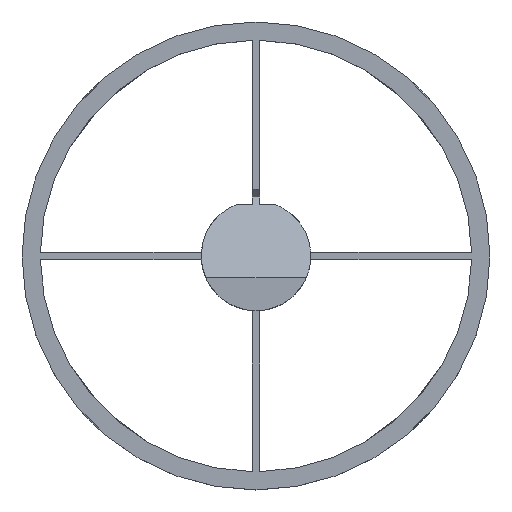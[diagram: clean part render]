
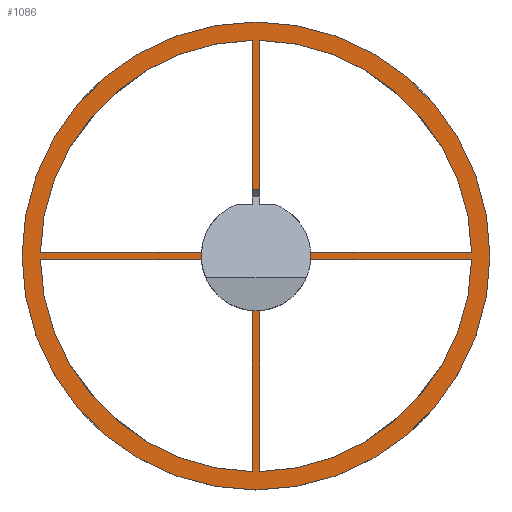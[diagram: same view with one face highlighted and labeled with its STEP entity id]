
A CAD part, top view. The second image highlights one B-rep face of the part: STEP entity #1086.
In plain terms, the highlighted planar face has unit normal (0, 0, 1).
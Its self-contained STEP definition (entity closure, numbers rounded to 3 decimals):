
#15=FACE_BOUND('',#167,.T.);
#32=PLANE('',#1176);
#78=ELLIPSE('',#1161,28.284,20.);
#106=FACE_OUTER_BOUND('',#166,.T.);
#166=EDGE_LOOP('',(#791));
#167=EDGE_LOOP('',(#792,#793,#794,#795,#796,#797,#798,#799,#800,#801,#802,
#803,#804,#805,#806,#807));
#248=LINE('',#1792,#356);
#252=LINE('',#1802,#360);
#253=LINE('',#1805,#361);
#254=LINE('',#1807,#362);
#255=LINE('',#1810,#363);
#256=LINE('',#1812,#364);
#257=LINE('',#1815,#365);
#258=LINE('',#1817,#366);
#356=VECTOR('',#1326,10.);
#360=VECTOR('',#1334,10.);
#361=VECTOR('',#1337,10.);
#362=VECTOR('',#1338,10.);
#363=VECTOR('',#1341,10.);
#364=VECTOR('',#1342,10.);
#365=VECTOR('',#1345,10.);
#366=VECTOR('',#1346,10.);
#457=CIRCLE('',#1168,15.);
#459=CIRCLE('',#1170,15.);
#461=CIRCLE('',#1172,15.);
#464=CIRCLE('',#1177,64.);
#465=CIRCLE('',#1178,59.);
#466=CIRCLE('',#1179,59.);
#467=CIRCLE('',#1180,59.);
#468=CIRCLE('',#1181,59.);
#491=VERTEX_POINT('',#1750);
#493=VERTEX_POINT('',#1754);
#501=VERTEX_POINT('',#1774);
#502=VERTEX_POINT('',#1778);
#503=VERTEX_POINT('',#1780);
#504=VERTEX_POINT('',#1782);
#505=VERTEX_POINT('',#1784);
#506=VERTEX_POINT('',#1786);
#507=VERTEX_POINT('',#1791);
#510=VERTEX_POINT('',#1799);
#511=VERTEX_POINT('',#1801);
#512=VERTEX_POINT('',#1803);
#513=VERTEX_POINT('',#1806);
#514=VERTEX_POINT('',#1808);
#515=VERTEX_POINT('',#1811);
#516=VERTEX_POINT('',#1813);
#517=VERTEX_POINT('',#1816);
#595=EDGE_CURVE('',#491,#493,#78,.T.);
#606=EDGE_CURVE('',#501,#502,#457,.T.);
#608=EDGE_CURVE('',#503,#504,#459,.T.);
#610=EDGE_CURVE('',#505,#506,#461,.T.);
#613=EDGE_CURVE('',#507,#491,#248,.T.);
#617=EDGE_CURVE('',#510,#510,#464,.T.);
#618=EDGE_CURVE('',#493,#511,#252,.T.);
#619=EDGE_CURVE('',#511,#512,#465,.T.);
#620=EDGE_CURVE('',#512,#506,#253,.T.);
#621=EDGE_CURVE('',#505,#513,#254,.T.);
#622=EDGE_CURVE('',#513,#514,#466,.T.);
#623=EDGE_CURVE('',#514,#504,#255,.T.);
#624=EDGE_CURVE('',#503,#515,#256,.T.);
#625=EDGE_CURVE('',#515,#516,#467,.T.);
#626=EDGE_CURVE('',#516,#502,#257,.T.);
#627=EDGE_CURVE('',#501,#517,#258,.T.);
#628=EDGE_CURVE('',#517,#507,#468,.T.);
#791=ORIENTED_EDGE('',*,*,#617,.T.);
#792=ORIENTED_EDGE('',*,*,#595,.T.);
#793=ORIENTED_EDGE('',*,*,#618,.T.);
#794=ORIENTED_EDGE('',*,*,#619,.T.);
#795=ORIENTED_EDGE('',*,*,#620,.T.);
#796=ORIENTED_EDGE('',*,*,#610,.F.);
#797=ORIENTED_EDGE('',*,*,#621,.T.);
#798=ORIENTED_EDGE('',*,*,#622,.T.);
#799=ORIENTED_EDGE('',*,*,#623,.T.);
#800=ORIENTED_EDGE('',*,*,#608,.F.);
#801=ORIENTED_EDGE('',*,*,#624,.T.);
#802=ORIENTED_EDGE('',*,*,#625,.T.);
#803=ORIENTED_EDGE('',*,*,#626,.T.);
#804=ORIENTED_EDGE('',*,*,#606,.F.);
#805=ORIENTED_EDGE('',*,*,#627,.T.);
#806=ORIENTED_EDGE('',*,*,#628,.T.);
#807=ORIENTED_EDGE('',*,*,#613,.T.);
#1086=ADVANCED_FACE('',(#106,#15),#32,.T.);
#1161=AXIS2_PLACEMENT_3D('',#1756,#1289,#1290);
#1168=AXIS2_PLACEMENT_3D('',#1779,#1310,#1311);
#1170=AXIS2_PLACEMENT_3D('',#1783,#1314,#1315);
#1172=AXIS2_PLACEMENT_3D('',#1787,#1318,#1319);
#1176=AXIS2_PLACEMENT_3D('',#1798,#1330,#1331);
#1177=AXIS2_PLACEMENT_3D('',#1800,#1332,#1333);
#1178=AXIS2_PLACEMENT_3D('',#1804,#1335,#1336);
#1179=AXIS2_PLACEMENT_3D('',#1809,#1339,#1340);
#1180=AXIS2_PLACEMENT_3D('',#1814,#1343,#1344);
#1181=AXIS2_PLACEMENT_3D('',#1818,#1347,#1348);
#1289=DIRECTION('center_axis',(0.,0.,-1.));
#1290=DIRECTION('ref_axis',(0.,-1.,0.));
#1310=DIRECTION('center_axis',(0.,0.,1.));
#1311=DIRECTION('ref_axis',(-1.,0.,0.));
#1314=DIRECTION('center_axis',(0.,0.,1.));
#1315=DIRECTION('ref_axis',(-1.,0.,0.));
#1318=DIRECTION('center_axis',(0.,0.,1.));
#1319=DIRECTION('ref_axis',(-1.,0.,0.));
#1326=DIRECTION('',(0.,-1.,0.));
#1330=DIRECTION('center_axis',(0.,0.,1.));
#1331=DIRECTION('ref_axis',(1.,0.,0.));
#1332=DIRECTION('center_axis',(0.,0.,1.));
#1333=DIRECTION('ref_axis',(1.,0.,0.));
#1334=DIRECTION('',(0.,1.,0.));
#1335=DIRECTION('center_axis',(0.,0.,-1.));
#1336=DIRECTION('ref_axis',(1.,0.,0.));
#1337=DIRECTION('',(-1.,0.,0.));
#1338=DIRECTION('',(1.,0.,0.));
#1339=DIRECTION('center_axis',(0.,0.,-1.));
#1340=DIRECTION('ref_axis',(1.,0.,0.));
#1341=DIRECTION('',(0.,1.,0.));
#1342=DIRECTION('',(0.,-1.,0.));
#1343=DIRECTION('center_axis',(0.,0.,-1.));
#1344=DIRECTION('ref_axis',(1.,0.,0.));
#1345=DIRECTION('',(1.,0.,0.));
#1346=DIRECTION('',(-1.,0.,0.));
#1347=DIRECTION('center_axis',(0.,0.,-1.));
#1348=DIRECTION('ref_axis',(1.,0.,0.));
#1750=CARTESIAN_POINT('',(-1.,18.223,8.));
#1754=CARTESIAN_POINT('',(1.,18.223,8.));
#1756=CARTESIAN_POINT('Origin',(0.,-10.026,8.));
#1774=CARTESIAN_POINT('',(-14.967,1.,8.));
#1778=CARTESIAN_POINT('',(-14.967,-1.,8.));
#1779=CARTESIAN_POINT('Origin',(0.,0.,8.));
#1780=CARTESIAN_POINT('',(-1.,-14.967,8.));
#1782=CARTESIAN_POINT('',(1.,-14.967,8.));
#1783=CARTESIAN_POINT('Origin',(0.,0.,8.));
#1784=CARTESIAN_POINT('',(14.967,-1.,8.));
#1786=CARTESIAN_POINT('',(14.967,1.,8.));
#1787=CARTESIAN_POINT('Origin',(0.,0.,8.));
#1791=CARTESIAN_POINT('',(-1.,58.992,8.));
#1792=CARTESIAN_POINT('',(-1.,63.5,8.));
#1798=CARTESIAN_POINT('Origin',(0.,0.,8.));
#1799=CARTESIAN_POINT('',(-64.,0.,8.));
#1800=CARTESIAN_POINT('Origin',(0.,0.,8.));
#1801=CARTESIAN_POINT('',(1.,58.992,8.));
#1802=CARTESIAN_POINT('',(1.,-63.5,8.));
#1803=CARTESIAN_POINT('',(58.992,1.,8.));
#1804=CARTESIAN_POINT('Origin',(0.,0.,8.));
#1805=CARTESIAN_POINT('',(63.5,1.,8.));
#1806=CARTESIAN_POINT('',(58.992,-1.,8.));
#1807=CARTESIAN_POINT('',(-63.5,-1.,8.));
#1808=CARTESIAN_POINT('',(1.,-58.992,8.));
#1809=CARTESIAN_POINT('Origin',(0.,0.,8.));
#1810=CARTESIAN_POINT('',(1.,-63.5,8.));
#1811=CARTESIAN_POINT('',(-1.,-58.992,8.));
#1812=CARTESIAN_POINT('',(-1.,63.5,8.));
#1813=CARTESIAN_POINT('',(-58.992,-1.,8.));
#1814=CARTESIAN_POINT('Origin',(0.,0.,8.));
#1815=CARTESIAN_POINT('',(-63.5,-1.,8.));
#1816=CARTESIAN_POINT('',(-58.992,1.,8.));
#1817=CARTESIAN_POINT('',(63.5,1.,8.));
#1818=CARTESIAN_POINT('Origin',(0.,0.,8.));
